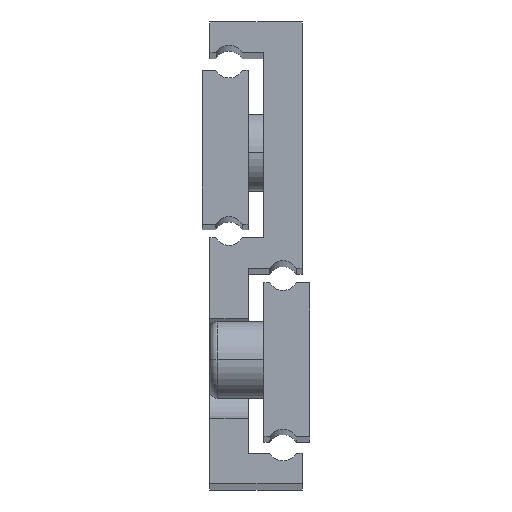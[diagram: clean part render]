
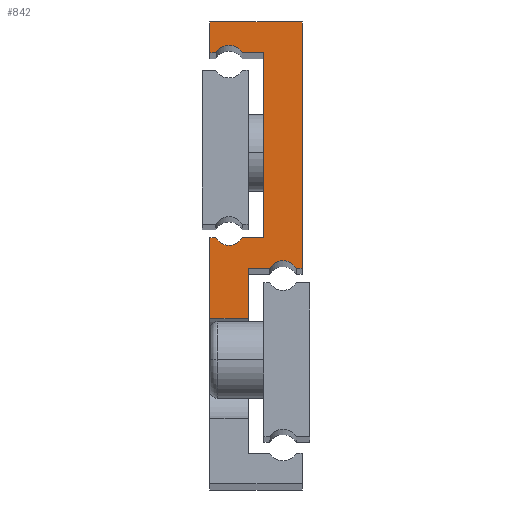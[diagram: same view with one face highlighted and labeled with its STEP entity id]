
A CAD part, top view. The second image highlights one B-rep face of the part: STEP entity #842.
In plain terms, the highlighted planar face has unit normal (0, 0, 1).
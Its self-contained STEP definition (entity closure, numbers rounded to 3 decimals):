
#40 = DIRECTION ( 'NONE',  ( -1., 0., 0. ) ) ;
#82 = DIRECTION ( 'NONE',  ( 1., 0., 0. ) ) ;
#138 = VECTOR ( 'NONE', #1796, 1000. ) ;
#144 = LINE ( 'NONE', #446, #1550 ) ;
#148 = VERTEX_POINT ( 'NONE', #1926 ) ;
#178 = VECTOR ( 'NONE', #1223, 1000. ) ;
#196 = EDGE_CURVE ( 'NONE', #1378, #2058, #837, .T. ) ;
#214 = EDGE_CURVE ( 'NONE', #1084, #232, #1364, .T. ) ;
#222 = ORIENTED_EDGE ( 'NONE', *, *, #464, .T. ) ;
#232 = VERTEX_POINT ( 'NONE', #330 ) ;
#237 = ORIENTED_EDGE ( 'NONE', *, *, #264, .T. ) ;
#247 = EDGE_CURVE ( 'NONE', #232, #1115, #664, .T. ) ;
#251 = LINE ( 'NONE', #1703, #178 ) ;
#264 = EDGE_CURVE ( 'NONE', #1529, #488, #1139, .T. ) ;
#269 = ORIENTED_EDGE ( 'NONE', *, *, #1387, .T. ) ;
#284 = VERTEX_POINT ( 'NONE', #2003 ) ;
#293 = CARTESIAN_POINT ( 'NONE',  ( 7.768, 28., 225. ) ) ;
#296 = DIRECTION ( 'NONE',  ( 0., -1., 0. ) ) ;
#330 = CARTESIAN_POINT ( 'NONE',  ( 11.232, 28., 225. ) ) ;
#335 = VERTEX_POINT ( 'NONE', #1991 ) ;
#360 = VECTOR ( 'NONE', #1685, 1000. ) ;
#364 = LINE ( 'NONE', #1671, #1695 ) ;
#384 = CARTESIAN_POINT ( 'NONE',  ( 4.232, 56., 225. ) ) ;
#399 = AXIS2_PLACEMENT_3D ( 'NONE', #1604, #1438, #1101 ) ;
#405 = CARTESIAN_POINT ( 'NONE',  ( 2.5, 55., 225. ) ) ;
#407 = VERTEX_POINT ( 'NONE', #1748 ) ;
#410 = PLANE ( 'NONE',  #791 ) ;
#426 = ORIENTED_EDGE ( 'NONE', *, *, #1597, .T. ) ;
#446 = CARTESIAN_POINT ( 'NONE',  ( 0., 56., 225. ) ) ;
#464 = EDGE_CURVE ( 'NONE', #1115, #1340, #2040, .T. ) ;
#472 = EDGE_CURVE ( 'NONE', #1231, #1084, #582, .T. ) ;
#479 = DIRECTION ( 'NONE',  ( -1., 0., 0. ) ) ;
#485 = EDGE_CURVE ( 'NONE', #284, #2018, #773, .T. ) ;
#488 = VERTEX_POINT ( 'NONE', #1738 ) ;
#505 = VECTOR ( 'NONE', #705, 1000. ) ;
#507 = VECTOR ( 'NONE', #1966, 1000. ) ;
#514 = DIRECTION ( 'NONE',  ( 0., 1., 0. ) ) ;
#516 = EDGE_LOOP ( 'NONE', ( #1396, #426, #1469, #1858, #2054, #222, #1148, #774, #1997, #269, #237, #1759, #1690, #1895, #1395, #1220 ) ) ;
#576 = EDGE_CURVE ( 'NONE', #1340, #1717, #970, .T. ) ;
#582 = LINE ( 'NONE', #1589, #1909 ) ;
#664 = LINE ( 'NONE', #1488, #1907 ) ;
#691 = LINE ( 'NONE', #1025, #1767 ) ;
#705 = DIRECTION ( 'NONE',  ( 1., 0., 0. ) ) ;
#724 = DIRECTION ( 'NONE',  ( 0., -1., 0. ) ) ;
#773 = LINE ( 'NONE', #1410, #984 ) ;
#774 = ORIENTED_EDGE ( 'NONE', *, *, #888, .T. ) ;
#791 = AXIS2_PLACEMENT_3D ( 'NONE', #1221, #1873, #1716 ) ;
#837 = LINE ( 'NONE', #1164, #138 ) ;
#842 = ADVANCED_FACE ( 'NONE', ( #1059 ), #410, .T. ) ;
#888 = EDGE_CURVE ( 'NONE', #1717, #335, #1017, .T. ) ;
#916 = DIRECTION ( 'NONE',  ( 1., 0., 0. ) ) ;
#940 = CARTESIAN_POINT ( 'NONE',  ( 12., 28., 225. ) ) ;
#945 = CARTESIAN_POINT ( 'NONE',  ( 12., 28., 225. ) ) ;
#964 = CARTESIAN_POINT ( 'NONE',  ( 0., 60., 225. ) ) ;
#970 = LINE ( 'NONE', #964, #507 ) ;
#977 = EDGE_CURVE ( 'NONE', #407, #284, #364, .T. ) ;
#978 = AXIS2_PLACEMENT_3D ( 'NONE', #405, #1711, #82 ) ;
#984 = VECTOR ( 'NONE', #296, 1000. ) ;
#1005 = CARTESIAN_POINT ( 'NONE',  ( 9.5, 27., 225. ) ) ;
#1017 = LINE ( 'NONE', #1366, #1154 ) ;
#1025 = CARTESIAN_POINT ( 'NONE',  ( 5., 4., 225. ) ) ;
#1044 = CIRCLE ( 'NONE', #399, 2. ) ;
#1059 = FACE_OUTER_BOUND ( 'NONE', #516, .T. ) ;
#1084 = VERTEX_POINT ( 'NONE', #293 ) ;
#1094 = DIRECTION ( 'NONE',  ( 1., 0., 0. ) ) ;
#1101 = DIRECTION ( 'NONE',  ( -1., 0., 0. ) ) ;
#1110 = EDGE_CURVE ( 'NONE', #2058, #407, #1044, .T. ) ;
#1115 = VERTEX_POINT ( 'NONE', #945 ) ;
#1139 = LINE ( 'NONE', #384, #505 ) ;
#1148 = ORIENTED_EDGE ( 'NONE', *, *, #576, .T. ) ;
#1154 = VECTOR ( 'NONE', #724, 1000. ) ;
#1164 = CARTESIAN_POINT ( 'NONE',  ( 4.232, 32., 225. ) ) ;
#1219 = CIRCLE ( 'NONE', #978, 2. ) ;
#1220 = ORIENTED_EDGE ( 'NONE', *, *, #485, .T. ) ;
#1221 = CARTESIAN_POINT ( 'NONE',  ( 9.5, 5., 225. ) ) ;
#1223 = DIRECTION ( 'NONE',  ( 0., -1., 0. ) ) ;
#1231 = VERTEX_POINT ( 'NONE', #1320 ) ;
#1276 = DIRECTION ( 'NONE',  ( 0., 1., 0. ) ) ;
#1320 = CARTESIAN_POINT ( 'NONE',  ( 5., 28., 225. ) ) ;
#1328 = EDGE_CURVE ( 'NONE', #148, #2018, #1673, .T. ) ;
#1340 = VERTEX_POINT ( 'NONE', #1368 ) ;
#1364 = CIRCLE ( 'NONE', #1963, 2. ) ;
#1366 = CARTESIAN_POINT ( 'NONE',  ( 0., 60., 225. ) ) ;
#1368 = CARTESIAN_POINT ( 'NONE',  ( 12., 60., 225. ) ) ;
#1378 = VERTEX_POINT ( 'NONE', #1696 ) ;
#1387 = EDGE_CURVE ( 'NONE', #1927, #1529, #1219, .T. ) ;
#1395 = ORIENTED_EDGE ( 'NONE', *, *, #977, .T. ) ;
#1396 = ORIENTED_EDGE ( 'NONE', *, *, #1328, .F. ) ;
#1410 = CARTESIAN_POINT ( 'NONE',  ( 0., 0., 225. ) ) ;
#1438 = DIRECTION ( 'NONE',  ( 0., 0., -1. ) ) ;
#1469 = ORIENTED_EDGE ( 'NONE', *, *, #472, .T. ) ;
#1488 = CARTESIAN_POINT ( 'NONE',  ( 12., 28., 225. ) ) ;
#1502 = CARTESIAN_POINT ( 'NONE',  ( 4.232, 32., 225. ) ) ;
#1529 = VERTEX_POINT ( 'NONE', #2062 ) ;
#1550 = VECTOR ( 'NONE', #1094, 1000. ) ;
#1589 = CARTESIAN_POINT ( 'NONE',  ( 7.768, 28., 225. ) ) ;
#1597 = EDGE_CURVE ( 'NONE', #148, #1231, #691, .T. ) ;
#1604 = CARTESIAN_POINT ( 'NONE',  ( 2.5, 33., 225. ) ) ;
#1631 = VECTOR ( 'NONE', #1276, 1000. ) ;
#1637 = DIRECTION ( 'NONE',  ( 0., 0., -1. ) ) ;
#1671 = CARTESIAN_POINT ( 'NONE',  ( 0., 32., 225. ) ) ;
#1673 = LINE ( 'NONE', #1832, #360 ) ;
#1685 = DIRECTION ( 'NONE',  ( -1., 0., 0. ) ) ;
#1690 = ORIENTED_EDGE ( 'NONE', *, *, #196, .T. ) ;
#1695 = VECTOR ( 'NONE', #40, 1000. ) ;
#1696 = CARTESIAN_POINT ( 'NONE',  ( 7., 32., 225. ) ) ;
#1703 = CARTESIAN_POINT ( 'NONE',  ( 7., 32., 225. ) ) ;
#1711 = DIRECTION ( 'NONE',  ( 0., 0., -1. ) ) ;
#1716 = DIRECTION ( 'NONE',  ( 1., 0., 0. ) ) ;
#1717 = VERTEX_POINT ( 'NONE', #1862 ) ;
#1738 = CARTESIAN_POINT ( 'NONE',  ( 7., 56., 225. ) ) ;
#1741 = EDGE_CURVE ( 'NONE', #488, #1378, #251, .T. ) ;
#1748 = CARTESIAN_POINT ( 'NONE',  ( 0.768, 32., 225. ) ) ;
#1759 = ORIENTED_EDGE ( 'NONE', *, *, #1741, .T. ) ;
#1767 = VECTOR ( 'NONE', #514, 1000. ) ;
#1783 = DIRECTION ( 'NONE',  ( 1., 0., 0. ) ) ;
#1796 = DIRECTION ( 'NONE',  ( -1., 0., 0. ) ) ;
#1823 = CARTESIAN_POINT ( 'NONE',  ( 0., 21.5, 225. ) ) ;
#1832 = CARTESIAN_POINT ( 'NONE',  ( 9.5, 21.5, 225. ) ) ;
#1858 = ORIENTED_EDGE ( 'NONE', *, *, #214, .T. ) ;
#1862 = CARTESIAN_POINT ( 'NONE',  ( 0., 60., 225. ) ) ;
#1873 = DIRECTION ( 'NONE',  ( 0., 0., 1. ) ) ;
#1895 = ORIENTED_EDGE ( 'NONE', *, *, #1110, .T. ) ;
#1907 = VECTOR ( 'NONE', #1783, 1000. ) ;
#1909 = VECTOR ( 'NONE', #916, 1000. ) ;
#1923 = CARTESIAN_POINT ( 'NONE',  ( 0.768, 56., 225. ) ) ;
#1926 = CARTESIAN_POINT ( 'NONE',  ( 5., 21.5, 225. ) ) ;
#1927 = VERTEX_POINT ( 'NONE', #1923 ) ;
#1960 = EDGE_CURVE ( 'NONE', #335, #1927, #144, .T. ) ;
#1963 = AXIS2_PLACEMENT_3D ( 'NONE', #1005, #1637, #479 ) ;
#1966 = DIRECTION ( 'NONE',  ( -1., 0., 0. ) ) ;
#1991 = CARTESIAN_POINT ( 'NONE',  ( 0., 56., 225. ) ) ;
#1997 = ORIENTED_EDGE ( 'NONE', *, *, #1960, .T. ) ;
#2003 = CARTESIAN_POINT ( 'NONE',  ( 0., 32., 225. ) ) ;
#2018 = VERTEX_POINT ( 'NONE', #1823 ) ;
#2040 = LINE ( 'NONE', #940, #1631 ) ;
#2054 = ORIENTED_EDGE ( 'NONE', *, *, #247, .T. ) ;
#2058 = VERTEX_POINT ( 'NONE', #1502 ) ;
#2062 = CARTESIAN_POINT ( 'NONE',  ( 4.232, 56., 225. ) ) ;
